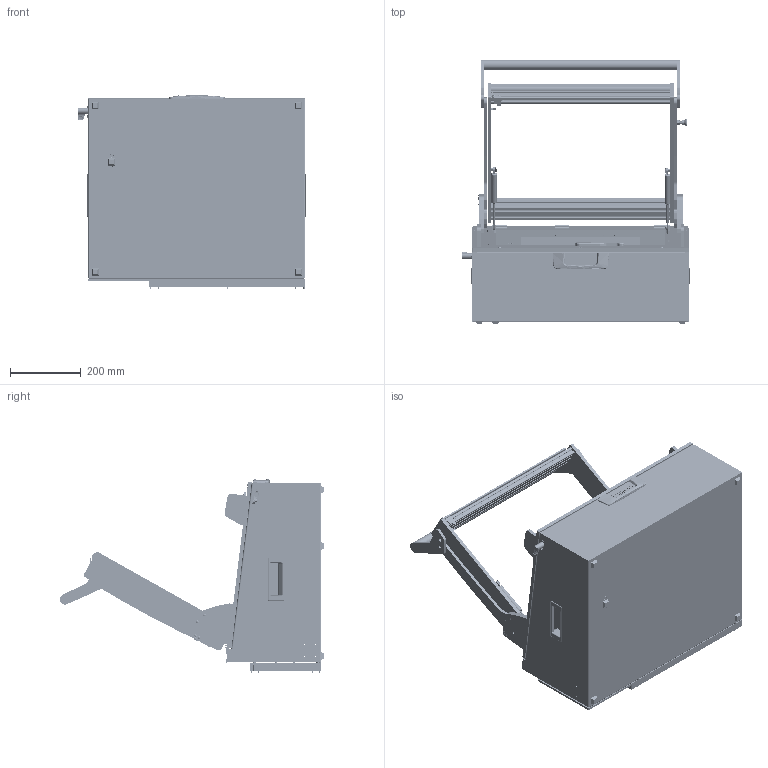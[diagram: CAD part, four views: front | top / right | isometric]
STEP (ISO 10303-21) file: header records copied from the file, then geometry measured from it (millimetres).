
FILE_DESCRIPTION (( 'STEP AP214' ), '1' );
FILE_NAME ('INGUN_47540_open.STEP', '2022-09-05T13:06:30', ( '' ), ( '' ), 'SwSTEP 2.0', 'SolidWorks 2021', '' );
FILE_SCHEMA (( 'AUTOMOTIVE_DESIGN' ));
Length unit declared in the file: millimetre
Products named in the file (113): DIN7991~n_M05,0x012; 114281~1_S; DIN6325~n_04,0m6x016; 109771~1_offen<S>; 57801~2_S; DIN125~n_04,3 M04,0; ISO7380~n_M03,0x005; 37972~6_S; 48727~1_S; 32341~6_S; 32462~0_S; DIN912~n_M04,0x012; 35334~0_S; 110705~2_S; 53734~1_KUNDE<S>; 38827~0_S; 31109~0; 114279~0_Kunde offen<S>; 40513~4_KUNDE<S>; 3521~0_Spring Pin ISO 8752 - 3 x 16 - St; 35649~1_S; 114282~1_S; DIN914~n_M04,0x05; 53032~0_S; 31253~0_S; 32339~4_S; 39894~2_KUNDE<S>; 110231~1_S; 35651~1_S; 20902~0; 35151~0_S; 48565~1_S; 55712~0_KUNDE<S>; 30758~0_S; DIN6325~n_02,0m6x020; 37790~9_KUNDE offen<S>; 30758_01~0_S; 109935~0_KUNDE<S>; 8804~0; 109954~0_KUNDE<S> ...
Assembly tree (270 placements, depth 7):
  INGUN_47540_open
    114279~0_Kunde offen<S>
      32700~3_KUNDE offen<S>
        32730~5_S
          32727~9
          30758~0_S  x2
            30758_01~0_S
            30758_02~0_S
            38564~0
          20902~0
          DIN985-A2~n_M05,0  x3
          DIN7991~n_M05,0x012  x2
          32462~0_S
          DIN7991~n_M05,0x016
          8804~0
          DIN125~n_05,3 M05,0 Fase  x2
          20901~0_Abstand 296<Standard>
            20901~0_ohne Schiebeteil<Standard>
            20901_01~0
          2720~0  x5
          53032~0_S
          32171~0_S
          29805~4_geschlossen<S>
            110322~4_S
            110705~2_S
            30984~0_S
            110231~1_S
            110443~0_S
            30112~0
            ISO7380~n_M05,0x030
            ISO7380~n_M04,0x008  x2
            DIN914~n_M04,0x05
          35334~0_S
        37790~9_KUNDE offen<S>
          109771~1_offen<S>
            38001~13
            37968~2_S
            37971~8_S
            37972~6_S
            2281~0_180ø<Standard>  x3
              2281~0
            32341~6_S
            53031~0_S
            35649~1_S
            35651~1_S
            31253~0_S
            30955~0_S
            30915~0
            ASR~-a-s-r_拱04,2x07x拌8  x2
            2528~0  x2
            31109~0
            37973~3_S
            38827~0_S
            31666~1_S
            48727~1_S
              48726~2_S
              DIN6325~n_04,0m6x012
              48565~1_S
              DIN912~n_M04,0x020  x2
              DIN125~n_06,4 M06,0 Fase
Bounding box: 647.49 x 748.87 x 549.21 mm (x, y, z)
Volume: 6949164.4 mm3; surface area: 3961356.4 mm2
Topology: 265 solids, 265 shells, 6428 faces, 15986 edges, 10159 vertices
Faces by surface type: cylinder 2757, plane 2325, cone 895, bspline 234, torus 109, sphere 108
Entity records: 127323 total; most frequent: CARTESIAN_POINT 30081, DIRECTION 19405, ORIENTED_EDGE 17784, EDGE_CURVE 8892, AXIS2_PLACEMENT_3D 7355, VERTEX_POINT 5715, VECTOR 4695, LINE 4695
